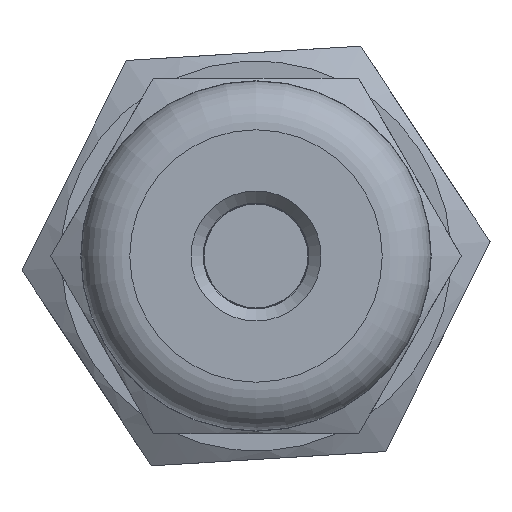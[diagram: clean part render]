
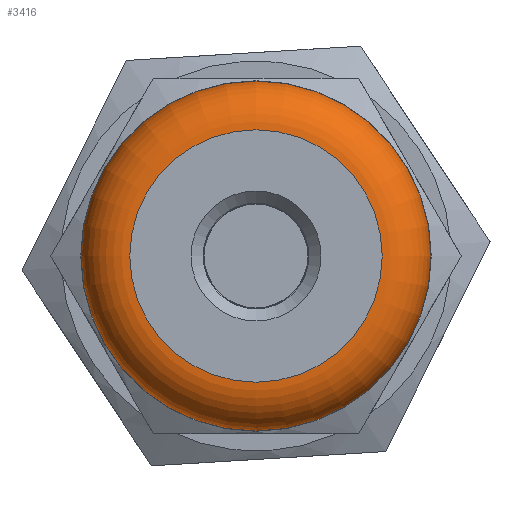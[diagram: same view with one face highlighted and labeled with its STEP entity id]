
A CAD part, left-side view. The second image highlights one B-rep face of the part: STEP entity #3416.
In plain terms, the highlighted toroidal (fillet/blend) face has major radius 3.946 mm and minor radius 1.524 mm.
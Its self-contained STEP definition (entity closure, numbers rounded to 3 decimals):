
#3389=CARTESIAN_POINT('',(-5.243,0.,0.));
#3390=DIRECTION('',(1.0,0.,0.));
#3391=DIRECTION('',(0.,0.866,-0.5));
#3392=AXIS2_PLACEMENT_3D('',#3389,#3390,#3391);
#3393=TOROIDAL_SURFACE('',#3392,3.946,1.524);
#3394=CARTESIAN_POINT('',(-5.243,2.735,4.737));
#3395=VERTEX_POINT('',#3394);
#3396=CARTESIAN_POINT('',(-5.243,0.,0.));
#3397=DIRECTION('',(1.0,0.,0.));
#3398=DIRECTION('',(0.,0.5,0.866));
#3399=AXIS2_PLACEMENT_3D('',#3396,#3397,#3398);
#3400=CIRCLE('',#3399,5.47);
#3401=EDGE_CURVE('',#3395,#3395,#3400,.T.);
#3402=ORIENTED_EDGE('',*,*,#3401,.F.);
#3403=EDGE_LOOP('',(#3402));
#3404=FACE_OUTER_BOUND('',#3403,.T.);
#3405=CARTESIAN_POINT('',(-6.767,1.973,3.417));
#3406=VERTEX_POINT('',#3405);
#3407=CARTESIAN_POINT('',(-6.767,0.,0.));
#3408=DIRECTION('',(1.0,0.,0.));
#3409=DIRECTION('',(0.,-0.5,-0.866));
#3410=AXIS2_PLACEMENT_3D('',#3407,#3408,#3409);
#3411=CIRCLE('',#3410,3.946);
#3412=EDGE_CURVE('',#3406,#3406,#3411,.T.);
#3413=ORIENTED_EDGE('',*,*,#3412,.T.);
#3414=EDGE_LOOP('',(#3413));
#3415=FACE_BOUND('',#3414,.T.);
#3416=ADVANCED_FACE('',(#3404,#3415),#3393,.T.);
